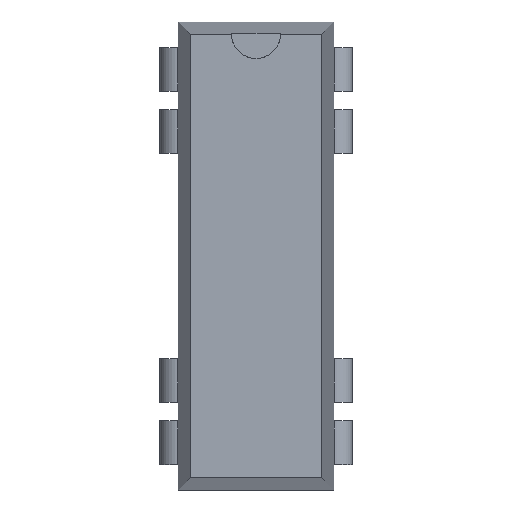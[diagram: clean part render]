
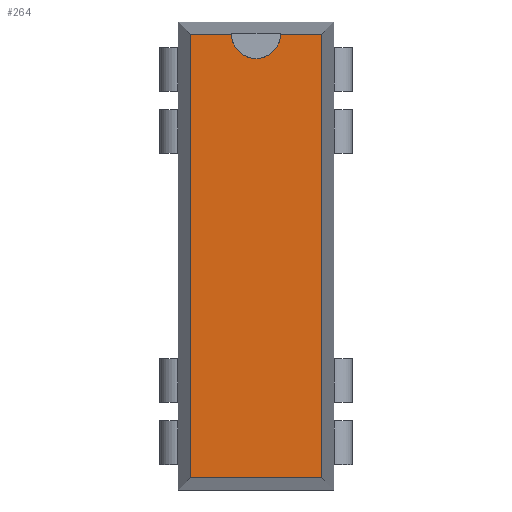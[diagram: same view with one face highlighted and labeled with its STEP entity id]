
A CAD part, top view. The second image highlights one B-rep face of the part: STEP entity #264.
In plain terms, the highlighted free-form (B-spline) face has degree [1, 1] with [2, 2] control points.
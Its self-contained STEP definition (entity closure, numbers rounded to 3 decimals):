
#88=CARTESIAN_POINT('',(2.675,-9.05,7.331));
#89=VERTEX_POINT('',#88);
#96=CARTESIAN_POINT('',(-2.675,-9.05,7.331));
#97=VERTEX_POINT('',#96);
#98=CARTESIAN_POINT('',(2.675,-9.05,7.331));
#99=DIRECTION('',(-1.0,0.0,0.0));
#100=VECTOR('',#99,5.35);
#101=LINE('',#98,#100);
#102=EDGE_CURVE('',#89,#97,#101,.T.);
#188=CARTESIAN_POINT('',(2.675,9.05,7.331));
#189=VERTEX_POINT('',#188);
#190=CARTESIAN_POINT('',(2.675,9.05,7.331));
#191=DIRECTION('',(0.0,-1.0,0.0));
#192=VECTOR('',#191,18.1);
#193=LINE('',#190,#192);
#194=EDGE_CURVE('',#189,#89,#193,.T.);
#212=CARTESIAN_POINT('',(-2.675,9.05,7.331));
#213=VERTEX_POINT('',#212);
#214=CARTESIAN_POINT('',(-2.675,-9.05,7.331));
#215=DIRECTION('',(0.0,1.0,0.0));
#216=VECTOR('',#215,18.1);
#217=LINE('',#214,#216);
#218=EDGE_CURVE('',#97,#213,#217,.T.);
#231=CARTESIAN_POINT('',(-2.675,-9.05,7.331));
#232=CARTESIAN_POINT('',(2.675,-9.05,7.331));
#233=CARTESIAN_POINT('',(-2.675,9.05,7.331));
#234=CARTESIAN_POINT('',(2.675,9.05,7.331));
#235=B_SPLINE_SURFACE_WITH_KNOTS('',1,1,((#231,#233),(#232,#234)),.UNSPECIFIED.,.F.,.F.,.U.,(2,2),(2,2),(0.0,5.35),(0.0,18.1),.UNSPECIFIED.);
#236=CARTESIAN_POINT('',(1.,9.05,7.331));
#237=VERTEX_POINT('',#236);
#238=CARTESIAN_POINT('',(-1.,9.05,7.331));
#239=VERTEX_POINT('',#238);
#240=CARTESIAN_POINT('',(0.,9.05,7.331));
#241=DIRECTION('',(0.0,0.0,-1.0));
#242=DIRECTION('',(1.0,0.0,0.0));
#243=AXIS2_PLACEMENT_3D('',#240,#241,#242);
#244=CIRCLE('',#243,1.0);
#245=EDGE_CURVE('',#237,#239,#244,.T.);
#246=ORIENTED_EDGE('',*,*,#245,.T.);
#247=CARTESIAN_POINT('',(-2.675,9.05,7.331));
#248=DIRECTION('',(1.0,0.0,0.0));
#249=VECTOR('',#248,1.675);
#250=LINE('',#247,#249);
#251=EDGE_CURVE('',#213,#239,#250,.T.);
#252=ORIENTED_EDGE('',*,*,#251,.F.);
#253=ORIENTED_EDGE('',*,*,#218,.F.);
#254=ORIENTED_EDGE('',*,*,#102,.F.);
#255=ORIENTED_EDGE('',*,*,#194,.F.);
#256=CARTESIAN_POINT('',(1.,9.05,7.331));
#257=DIRECTION('',(1.0,0.0,0.0));
#258=VECTOR('',#257,1.675);
#259=LINE('',#256,#258);
#260=EDGE_CURVE('',#237,#189,#259,.T.);
#261=ORIENTED_EDGE('',*,*,#260,.F.);
#262=EDGE_LOOP('',(#246,#252,#253,#254,#255,#261));
#263=FACE_OUTER_BOUND('',#262,.T.);
#264=ADVANCED_FACE('',(#263),#235,.T.);
